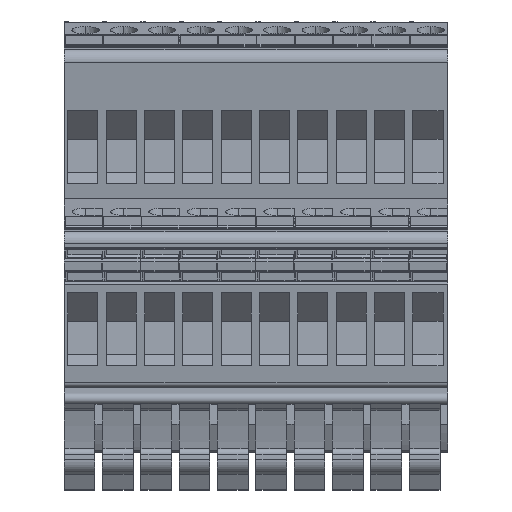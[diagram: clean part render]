
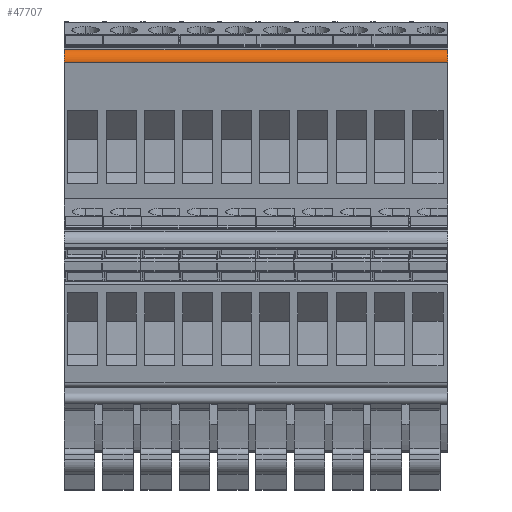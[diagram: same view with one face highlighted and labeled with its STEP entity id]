
A CAD part, front view. The second image highlights one B-rep face of the part: STEP entity #47707.
In plain terms, the highlighted cylindrical face has radius 1.5 mm (diameter 3 mm), a partial arc.
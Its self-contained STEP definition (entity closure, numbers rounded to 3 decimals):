
#43539=AXIS2_PLACEMENT_3D('Circle Axis2P3D',#43537,#43538,$) ;
#47678=AXIS2_PLACEMENT_3D('Cylinder Axis2P3D',#47675,#47676,#47677) ;
#47682=AXIS2_PLACEMENT_3D('Circle Axis2P3D',#47680,#47681,$) ;
#43534=CARTESIAN_POINT('Vertex',(51.,15.107,58.585)) ;
#43537=CARTESIAN_POINT('Axis2P3D Location',(51.,15.495,57.136)) ;
#43541=CARTESIAN_POINT('Vertex',(51.,14.018,56.875)) ;
#47588=CARTESIAN_POINT('Vertex',(0.,15.107,58.585)) ;
#47591=CARTESIAN_POINT('Line Origine',(2.55,15.107,58.585)) ;
#47595=CARTESIAN_POINT('Vertex',(5.1,15.107,58.585)) ;
#47598=CARTESIAN_POINT('Line Origine',(7.65,15.107,58.585)) ;
#47602=CARTESIAN_POINT('Vertex',(10.2,15.107,58.585)) ;
#47605=CARTESIAN_POINT('Line Origine',(12.75,15.107,58.585)) ;
#47609=CARTESIAN_POINT('Vertex',(15.3,15.107,58.585)) ;
#47612=CARTESIAN_POINT('Line Origine',(17.85,15.107,58.585)) ;
#47616=CARTESIAN_POINT('Vertex',(20.4,15.107,58.585)) ;
#47619=CARTESIAN_POINT('Line Origine',(22.95,15.107,58.585)) ;
#47623=CARTESIAN_POINT('Vertex',(25.5,15.107,58.585)) ;
#47626=CARTESIAN_POINT('Line Origine',(28.05,15.107,58.585)) ;
#47630=CARTESIAN_POINT('Vertex',(30.6,15.107,58.585)) ;
#47633=CARTESIAN_POINT('Line Origine',(33.15,15.107,58.585)) ;
#47637=CARTESIAN_POINT('Vertex',(35.7,15.107,58.585)) ;
#47640=CARTESIAN_POINT('Line Origine',(38.25,15.107,58.585)) ;
#47644=CARTESIAN_POINT('Vertex',(40.8,15.107,58.585)) ;
#47647=CARTESIAN_POINT('Line Origine',(43.35,15.107,58.585)) ;
#47651=CARTESIAN_POINT('Vertex',(45.9,15.107,58.585)) ;
#47654=CARTESIAN_POINT('Line Origine',(48.45,15.107,58.585)) ;
#47675=CARTESIAN_POINT('Axis2P3D Location',(48.45,15.495,57.136)) ;
#47680=CARTESIAN_POINT('Axis2P3D Location',(0.,15.495,57.136)) ;
#47684=CARTESIAN_POINT('Vertex',(0.,14.018,56.875)) ;
#47687=CARTESIAN_POINT('Line Origine',(48.45,14.018,56.875)) ;
#43538=DIRECTION('Axis2P3D Direction',(1.,0.,0.)) ;
#47592=DIRECTION('Vector Direction',(1.,0.,0.)) ;
#47599=DIRECTION('Vector Direction',(1.,0.,0.)) ;
#47606=DIRECTION('Vector Direction',(1.,0.,0.)) ;
#47613=DIRECTION('Vector Direction',(1.,0.,0.)) ;
#47620=DIRECTION('Vector Direction',(1.,0.,0.)) ;
#47627=DIRECTION('Vector Direction',(1.,0.,0.)) ;
#47634=DIRECTION('Vector Direction',(1.,0.,0.)) ;
#47641=DIRECTION('Vector Direction',(1.,0.,0.)) ;
#47648=DIRECTION('Vector Direction',(1.,0.,0.)) ;
#47655=DIRECTION('Vector Direction',(1.,0.,0.)) ;
#47676=DIRECTION('Axis2P3D Direction',(1.,0.,0.)) ;
#47677=DIRECTION('Axis2P3D XDirection',(0.,-0.259,0.966)) ;
#47681=DIRECTION('Axis2P3D Direction',(1.,0.,0.)) ;
#47688=DIRECTION('Vector Direction',(1.,0.,0.)) ;
#47593=VECTOR('Line Direction',#47592,1.) ;
#47600=VECTOR('Line Direction',#47599,1.) ;
#47607=VECTOR('Line Direction',#47606,1.) ;
#47614=VECTOR('Line Direction',#47613,1.) ;
#47621=VECTOR('Line Direction',#47620,1.) ;
#47628=VECTOR('Line Direction',#47627,1.) ;
#47635=VECTOR('Line Direction',#47634,1.) ;
#47642=VECTOR('Line Direction',#47641,1.) ;
#47649=VECTOR('Line Direction',#47648,1.) ;
#47656=VECTOR('Line Direction',#47655,1.) ;
#47689=VECTOR('Line Direction',#47688,1.) ;
#47693=ORIENTED_EDGE('',*,*,#47658,.F.) ;
#47694=ORIENTED_EDGE('',*,*,#47653,.F.) ;
#47695=ORIENTED_EDGE('',*,*,#47646,.F.) ;
#47696=ORIENTED_EDGE('',*,*,#47639,.F.) ;
#47697=ORIENTED_EDGE('',*,*,#47632,.F.) ;
#47698=ORIENTED_EDGE('',*,*,#47625,.F.) ;
#47699=ORIENTED_EDGE('',*,*,#47618,.F.) ;
#47700=ORIENTED_EDGE('',*,*,#47611,.F.) ;
#47701=ORIENTED_EDGE('',*,*,#47604,.F.) ;
#47702=ORIENTED_EDGE('',*,*,#47597,.F.) ;
#47703=ORIENTED_EDGE('',*,*,#47686,.T.) ;
#47704=ORIENTED_EDGE('',*,*,#47691,.T.) ;
#47705=ORIENTED_EDGE('',*,*,#43543,.F.) ;
#47707=ADVANCED_FACE('V2',(#47706),#47679,.T.) ;
#43540=CIRCLE('generated circle',#43539,1.5) ;
#47683=CIRCLE('generated circle',#47682,1.5) ;
#47679=CYLINDRICAL_SURFACE('generated cylinder',#47678,1.5) ;
#43543=EDGE_CURVE('',#43535,#43542,#43540,.T.) ;
#47597=EDGE_CURVE('',#47589,#47596,#47594,.T.) ;
#47604=EDGE_CURVE('',#47596,#47603,#47601,.T.) ;
#47611=EDGE_CURVE('',#47603,#47610,#47608,.T.) ;
#47618=EDGE_CURVE('',#47610,#47617,#47615,.T.) ;
#47625=EDGE_CURVE('',#47617,#47624,#47622,.T.) ;
#47632=EDGE_CURVE('',#47624,#47631,#47629,.T.) ;
#47639=EDGE_CURVE('',#47631,#47638,#47636,.T.) ;
#47646=EDGE_CURVE('',#47638,#47645,#47643,.T.) ;
#47653=EDGE_CURVE('',#47645,#47652,#47650,.T.) ;
#47658=EDGE_CURVE('',#47652,#43535,#47657,.T.) ;
#47686=EDGE_CURVE('',#47589,#47685,#47683,.T.) ;
#47691=EDGE_CURVE('',#47685,#43542,#47690,.T.) ;
#47692=EDGE_LOOP('',(#47693,#47694,#47695,#47696,#47697,#47698,#47699,#47700,#47701,#47702,#47703,#47704,#47705)) ;
#47706=FACE_OUTER_BOUND('',#47692,.T.) ;
#47594=LINE('Line',#47591,#47593) ;
#47601=LINE('Line',#47598,#47600) ;
#47608=LINE('Line',#47605,#47607) ;
#47615=LINE('Line',#47612,#47614) ;
#47622=LINE('Line',#47619,#47621) ;
#47629=LINE('Line',#47626,#47628) ;
#47636=LINE('Line',#47633,#47635) ;
#47643=LINE('Line',#47640,#47642) ;
#47650=LINE('Line',#47647,#47649) ;
#47657=LINE('Line',#47654,#47656) ;
#47690=LINE('Line',#47687,#47689) ;
#43535=VERTEX_POINT('',#43534) ;
#43542=VERTEX_POINT('',#43541) ;
#47589=VERTEX_POINT('',#47588) ;
#47596=VERTEX_POINT('',#47595) ;
#47603=VERTEX_POINT('',#47602) ;
#47610=VERTEX_POINT('',#47609) ;
#47617=VERTEX_POINT('',#47616) ;
#47624=VERTEX_POINT('',#47623) ;
#47631=VERTEX_POINT('',#47630) ;
#47638=VERTEX_POINT('',#47637) ;
#47645=VERTEX_POINT('',#47644) ;
#47652=VERTEX_POINT('',#47651) ;
#47685=VERTEX_POINT('',#47684) ;
